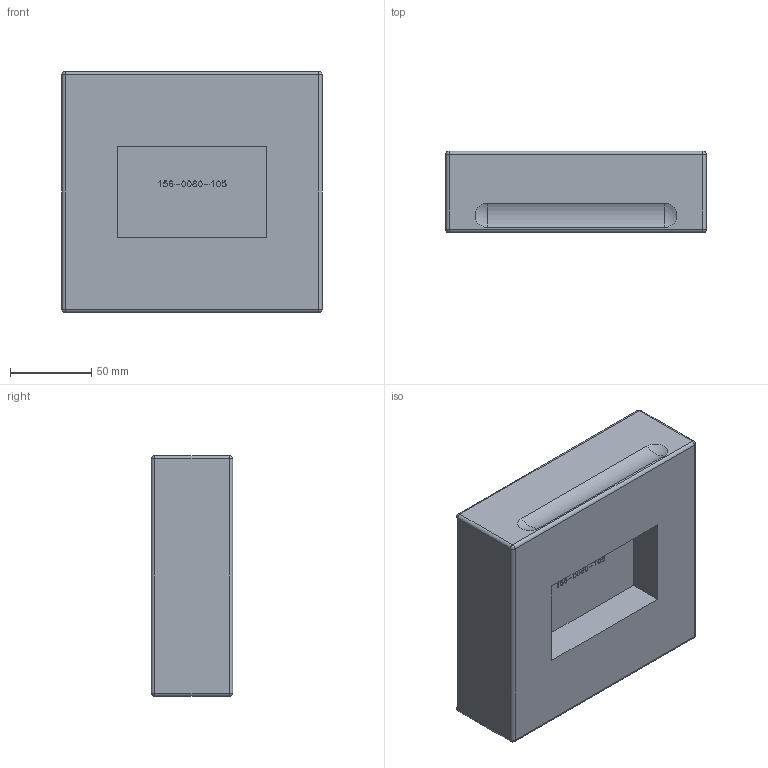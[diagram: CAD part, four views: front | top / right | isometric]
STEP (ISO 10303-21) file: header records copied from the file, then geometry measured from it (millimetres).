
FILE_DESCRIPTION((''),'2;1');
FILE_NAME('5MJ1550-15-50.stp','2014-05-01T15:48:12',('Dayne Stauffer'),(''),'Autodesk Inventor 2013','Autodesk Inventor 2013','');
FILE_SCHEMA(('AUTOMOTIVE_DESIGN { 1 0 10303 214 1 1 1 1 }'));
Length unit declared in the file: millimetre
Products named in the file (1): 5MJ1550-15-50
Bounding box: 160 x 50 x 148 mm (x, y, z)
Volume: 1070042.2 mm3; surface area: 83320.1 mm2
Topology: 1 solids, 1 shells, 382 faces, 1066 edges, 696 vertices
Faces by surface type: plane 356, cylinder 14, sphere 12
Entity records: 12296 total; most frequent: CARTESIAN_POINT 2125, ORIENTED_EDGE 2100, DIRECTION 1848, EDGE_CURVE 1050, VECTOR 1018, LINE 1018, VERTEX_POINT 692, AXIS2_PLACEMENT_3D 415
